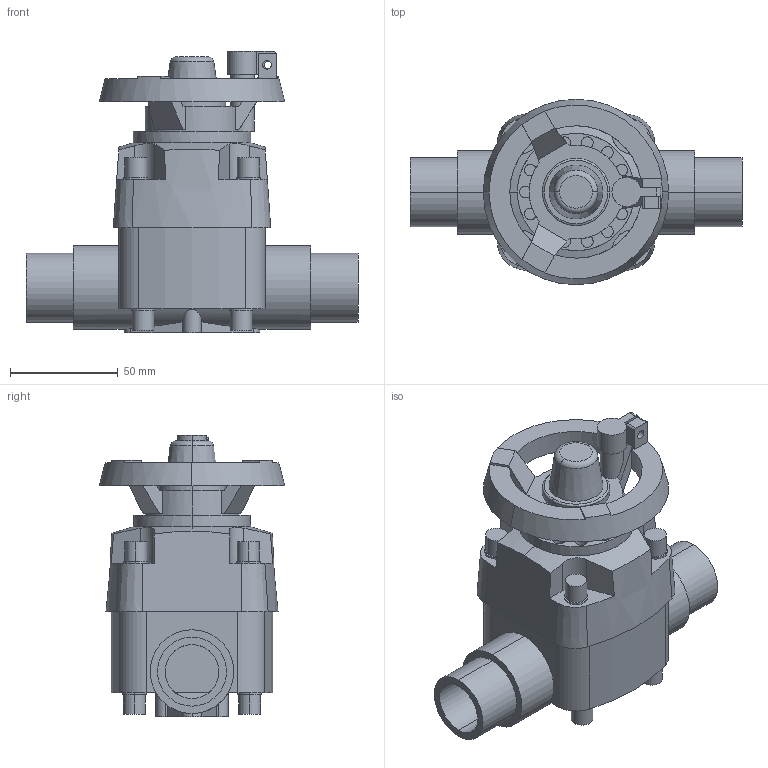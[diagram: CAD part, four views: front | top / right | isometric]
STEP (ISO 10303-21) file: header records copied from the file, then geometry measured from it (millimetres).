
FILE_DESCRIPTION(('STEP AP214'),'1');
FILE_NAME('cctmp_D9E7A62D-ADDD-4E51-AFA0-AA9B48D75DD1_2018_12_17_13_28_22_703..stp','2018-12-17T12:28:22',('Praher Valves GmbH'),('CADClick - www.CADClick.com'),'Spatial InterOp 3D',' ','unknown authorization');
FILE_SCHEMA(('AUTOMOTIVE_DESIGN'));
Length unit declared in the file: millimetre
Products named in the file (1): 122844
Bounding box: 154 x 86 x 130.71 mm (x, y, z)
Volume: 488723.4 mm3; surface area: 70661.9 mm2
Topology: 1 solids, 2 shells, 270 faces, 691 edges, 446 vertices
Faces by surface type: plane 134, cylinder 120, cone 12, torus 4
Entity records: 10888 total; most frequent: CARTESIAN_POINT 1891, DIRECTION 1553, ORIENTED_EDGE 1382, EDGE_CURVE 691, AXIS2_PLACEMENT_3D 629, VERTEX_POINT 446, CIRCLE 338, EDGE_LOOP 301
